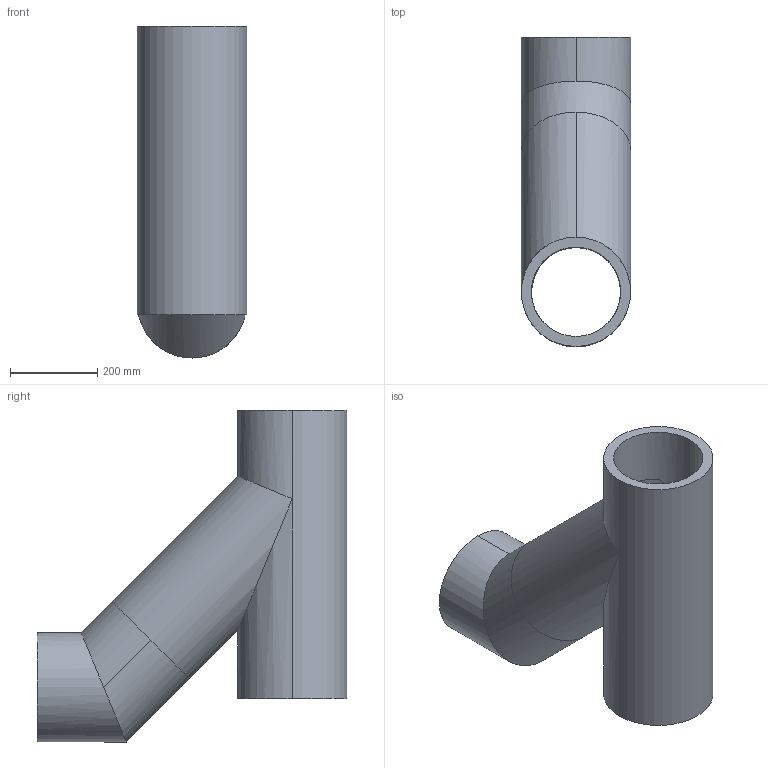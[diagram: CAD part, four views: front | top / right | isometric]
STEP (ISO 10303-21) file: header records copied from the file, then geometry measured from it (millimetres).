
FILE_DESCRIPTION (( 'STEP AP203' ), '1' );
FILE_NAME ('581206100.STEP', '2012-12-28T16:41:40', ( '' ), ( '' ), 'SwSTEP 2.0', 'SolidWorks 2013', '' );
FILE_SCHEMA (( 'CONFIG_CONTROL_DESIGN' ));
Length unit declared in the file: inch
Products named in the file (3): 581205100; 581204100; 581206100
Assembly tree (2 placements, depth 2):
  581206100
    581205100
    581204100
Bounding box: 249.94 x 708.42 x 759.22 mm (x, y, z)
Volume: 21053825 mm3; surface area: 1895836.3 mm2
Topology: 2 solids, 2 shells, 39 faces, 92 edges, 58 vertices
Faces by surface type: cylinder 30, plane 9
Entity records: 2285 total; most frequent: CARTESIAN_POINT 1149, ORIENTED_EDGE 184, DIRECTION 168, EDGE_CURVE 92, AXIS2_PLACEMENT_3D 72, VERTEX_POINT 58, EDGE_LOOP 44, ADVANCED_FACE 39
